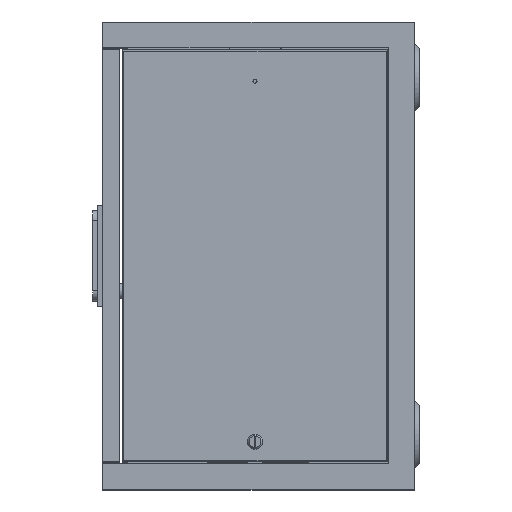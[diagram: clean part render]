
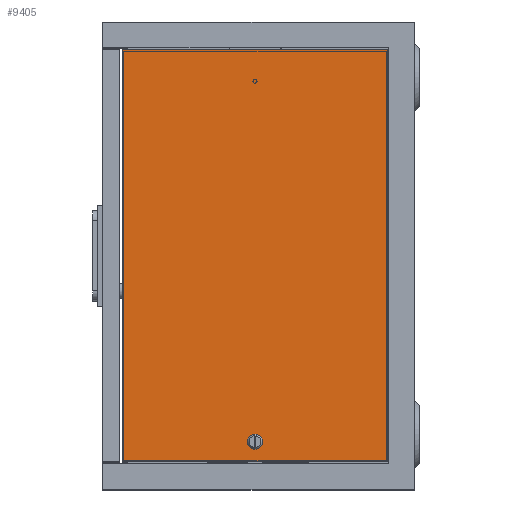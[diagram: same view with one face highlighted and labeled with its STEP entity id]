
A CAD part, top view. The second image highlights one B-rep face of the part: STEP entity #9405.
In plain terms, the highlighted planar face has unit normal (0, 0, 1).
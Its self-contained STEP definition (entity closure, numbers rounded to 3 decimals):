
#1287 = CARTESIAN_POINT ( 'NONE',  ( 0., 0., 0. ) ) ;
#1629 = FACE_BOUND ( 'NONE', #10399, .T. ) ;
#1991 = EDGE_CURVE ( 'NONE', #9680, #17975, #20770, .T. ) ;
#2082 = VERTEX_POINT ( 'NONE', #19470 ) ;
#2458 = VECTOR ( 'NONE', #21570, 1000. ) ;
#2543 = CARTESIAN_POINT ( 'NONE',  ( 264., 0., 0. ) ) ;
#2743 = DIRECTION ( 'NONE',  ( 0., 1., 0. ) ) ;
#3198 = EDGE_LOOP ( 'NONE', ( #12485, #7079, #23842, #15764 ) ) ;
#3369 = LINE ( 'NONE', #11543, #2458 ) ;
#3947 = EDGE_CURVE ( 'NONE', #2082, #9680, #3369, .T. ) ;
#4055 = VERTEX_POINT ( 'NONE', #2543 ) ;
#4347 = EDGE_CURVE ( 'NONE', #17975, #4055, #5499, .T. ) ;
#4965 = CARTESIAN_POINT ( 'NONE',  ( 124.5, 390., 0. ) ) ;
#5499 = LINE ( 'NONE', #15647, #11165 ) ;
#6422 = VECTOR ( 'NONE', #2743, 1000. ) ;
#6739 = AXIS2_PLACEMENT_3D ( 'NONE', #1287, #14850, #15181 ) ;
#7056 = CARTESIAN_POINT ( 'NONE',  ( 0., 0., 0. ) ) ;
#7079 = ORIENTED_EDGE ( 'NONE', *, *, #4347, .T. ) ;
#7480 = AXIS2_PLACEMENT_3D ( 'NONE', #9403, #9481, #13360 ) ;
#8985 = DIRECTION ( 'NONE',  ( 0., -1., 0. ) ) ;
#9403 = CARTESIAN_POINT ( 'NONE',  ( 132., 390., 0. ) ) ;
#9405 = ADVANCED_FACE ( 'NONE', ( #1629, #19532 ), #20709, .F. ) ;
#9481 = DIRECTION ( 'NONE',  ( 0., 0., 1. ) ) ;
#9680 = VERTEX_POINT ( 'NONE', #13198 ) ;
#10399 = EDGE_LOOP ( 'NONE', ( #18182 ) ) ;
#10685 = EDGE_CURVE ( 'NONE', #4055, #2082, #11489, .T. ) ;
#11165 = VECTOR ( 'NONE', #23468, 1000. ) ;
#11489 = LINE ( 'NONE', #20386, #6422 ) ;
#11543 = CARTESIAN_POINT ( 'NONE',  ( 0., 410., 0. ) ) ;
#12485 = ORIENTED_EDGE ( 'NONE', *, *, #1991, .T. ) ;
#13198 = CARTESIAN_POINT ( 'NONE',  ( 0., 410., 0. ) ) ;
#13360 = DIRECTION ( 'NONE',  ( -1., 0., 0. ) ) ;
#14364 = EDGE_CURVE ( 'NONE', #17984, #17984, #16396, .T. ) ;
#14850 = DIRECTION ( 'NONE',  ( 0., 0., -1. ) ) ;
#15181 = DIRECTION ( 'NONE',  ( -1., 0., 0. ) ) ;
#15647 = CARTESIAN_POINT ( 'NONE',  ( 0., 0., 0. ) ) ;
#15764 = ORIENTED_EDGE ( 'NONE', *, *, #3947, .T. ) ;
#16396 = CIRCLE ( 'NONE', #7480, 7.5 ) ;
#17975 = VERTEX_POINT ( 'NONE', #20903 ) ;
#17984 = VERTEX_POINT ( 'NONE', #4965 ) ;
#18182 = ORIENTED_EDGE ( 'NONE', *, *, #14364, .F. ) ;
#19470 = CARTESIAN_POINT ( 'NONE',  ( 264., 410., 0. ) ) ;
#19532 = FACE_OUTER_BOUND ( 'NONE', #3198, .T. ) ;
#20386 = CARTESIAN_POINT ( 'NONE',  ( 264., 0., 0. ) ) ;
#20709 = PLANE ( 'NONE',  #6739 ) ;
#20770 = LINE ( 'NONE', #7056, #21702 ) ;
#20903 = CARTESIAN_POINT ( 'NONE',  ( 0., 0., 0. ) ) ;
#21570 = DIRECTION ( 'NONE',  ( -1., 0., 0. ) ) ;
#21702 = VECTOR ( 'NONE', #8985, 1000. ) ;
#23468 = DIRECTION ( 'NONE',  ( 1., 0., 0. ) ) ;
#23842 = ORIENTED_EDGE ( 'NONE', *, *, #10685, .T. ) ;
